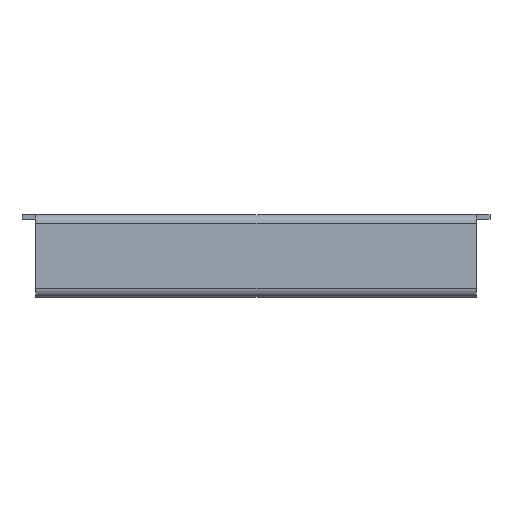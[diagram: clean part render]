
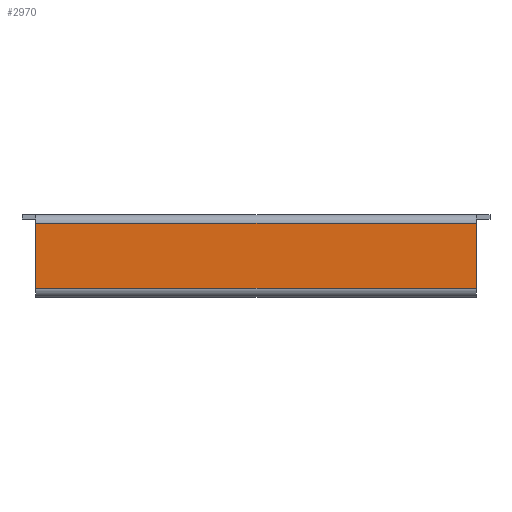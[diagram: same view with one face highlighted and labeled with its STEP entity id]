
A CAD part, top view. The second image highlights one B-rep face of the part: STEP entity #2970.
In plain terms, the highlighted planar face has unit normal (0, 0, 1).
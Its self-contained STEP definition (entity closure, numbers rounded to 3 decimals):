
#63 = DIRECTION ( 'NONE',  ( 1., 0., 0. ) ) ;
#75 = CARTESIAN_POINT ( 'NONE',  ( 330., 23.6, 30. ) ) ;
#104 = DIRECTION ( 'NONE',  ( 0., 0., -1. ) ) ;
#121 = EDGE_CURVE ( 'NONE', #1871, #583, #2044, .T. ) ;
#332 = ORIENTED_EDGE ( 'NONE', *, *, #3358, .F. ) ;
#412 = LINE ( 'NONE', #1948, #3730 ) ;
#500 = CARTESIAN_POINT ( 'NONE',  ( 360., -23.6, 30. ) ) ;
#503 = AXIS2_PLACEMENT_3D ( 'NONE', #500, #104, #1392 ) ;
#510 = DIRECTION ( 'NONE',  ( 0., -1., 0. ) ) ;
#543 = LINE ( 'NONE', #4003, #708 ) ;
#583 = VERTEX_POINT ( 'NONE', #1624 ) ;
#598 = CARTESIAN_POINT ( 'NONE',  ( 10., -23.6, 30. ) ) ;
#708 = VECTOR ( 'NONE', #3418, 1000. ) ;
#866 = CARTESIAN_POINT ( 'NONE',  ( 10., 23.6, 30. ) ) ;
#1066 = PLANE ( 'NONE',  #503 ) ;
#1268 = VERTEX_POINT ( 'NONE', #598 ) ;
#1392 = DIRECTION ( 'NONE',  ( -1., 0., 0. ) ) ;
#1481 = ORIENTED_EDGE ( 'NONE', *, *, #1580, .F. ) ;
#1580 = EDGE_CURVE ( 'NONE', #4051, #1871, #412, .T. ) ;
#1624 = CARTESIAN_POINT ( 'NONE',  ( 330., -23.6, 30. ) ) ;
#1628 = ORIENTED_EDGE ( 'NONE', *, *, #121, .F. ) ;
#1697 = VECTOR ( 'NONE', #3725, 1000. ) ;
#1815 = CARTESIAN_POINT ( 'NONE',  ( 330., -23.6, 30. ) ) ;
#1871 = VERTEX_POINT ( 'NONE', #75 ) ;
#1948 = CARTESIAN_POINT ( 'NONE',  ( 360., 23.6, 30. ) ) ;
#2001 = EDGE_CURVE ( 'NONE', #583, #1268, #543, .T. ) ;
#2044 = LINE ( 'NONE', #1815, #2166 ) ;
#2166 = VECTOR ( 'NONE', #510, 1000. ) ;
#2463 = LINE ( 'NONE', #3038, #1697 ) ;
#2756 = ORIENTED_EDGE ( 'NONE', *, *, #2001, .F. ) ;
#2970 = ADVANCED_FACE ( 'NONE', ( #3585 ), #1066, .F. ) ;
#3038 = CARTESIAN_POINT ( 'NONE',  ( 10., 23.6, 30. ) ) ;
#3358 = EDGE_CURVE ( 'NONE', #1268, #4051, #2463, .T. ) ;
#3418 = DIRECTION ( 'NONE',  ( -1., 0., 0. ) ) ;
#3585 = FACE_OUTER_BOUND ( 'NONE', #3880, .T. ) ;
#3725 = DIRECTION ( 'NONE',  ( 0., 1., 0. ) ) ;
#3730 = VECTOR ( 'NONE', #63, 1000. ) ;
#3880 = EDGE_LOOP ( 'NONE', ( #2756, #1628, #1481, #332 ) ) ;
#4003 = CARTESIAN_POINT ( 'NONE',  ( 360., -23.6, 30. ) ) ;
#4051 = VERTEX_POINT ( 'NONE', #866 ) ;
